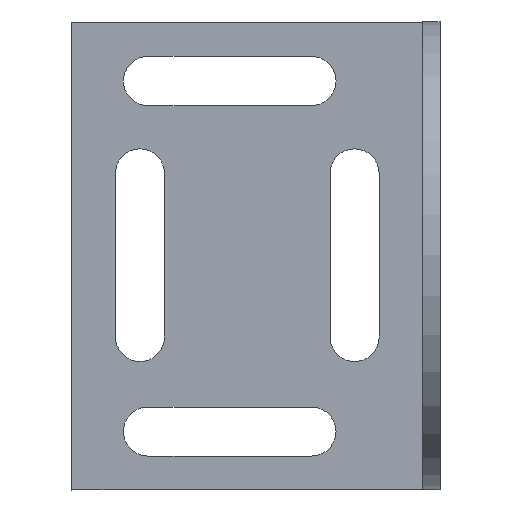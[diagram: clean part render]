
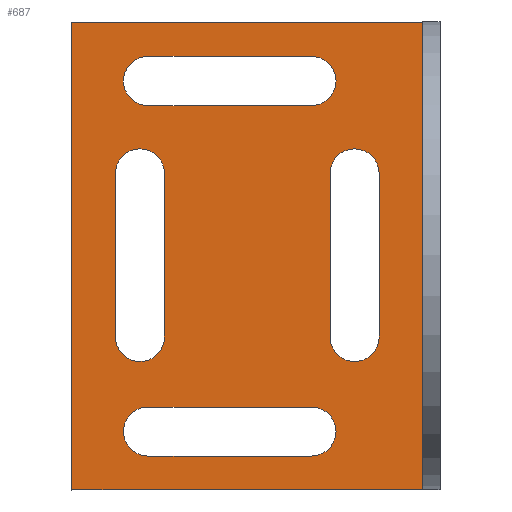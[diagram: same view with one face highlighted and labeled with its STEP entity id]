
A CAD part, top view. The second image highlights one B-rep face of the part: STEP entity #687.
In plain terms, the highlighted planar face has unit normal (0, 0, 1).
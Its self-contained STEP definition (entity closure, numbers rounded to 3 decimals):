
#15=FACE_BOUND('',#139,.T.);
#16=FACE_BOUND('',#140,.T.);
#17=FACE_BOUND('',#141,.T.);
#18=FACE_BOUND('',#142,.T.);
#37=CIRCLE('',#721,2.1);
#39=CIRCLE('',#725,2.1);
#41=CIRCLE('',#729,2.1);
#43=CIRCLE('',#733,2.1);
#45=CIRCLE('',#737,2.1);
#47=CIRCLE('',#741,2.1);
#49=CIRCLE('',#745,2.1);
#51=CIRCLE('',#749,2.1);
#104=FACE_OUTER_BOUND('',#138,.T.);
#138=EDGE_LOOP('',(#526,#527,#528,#529));
#139=EDGE_LOOP('',(#530,#531,#532,#533));
#140=EDGE_LOOP('',(#534,#535,#536,#537));
#141=EDGE_LOOP('',(#538,#539,#540,#541));
#142=EDGE_LOOP('',(#542,#543,#544,#545));
#178=LINE('',#991,#240);
#183=LINE('',#1005,#245);
#186=LINE('',#1015,#248);
#191=LINE('',#1029,#253);
#194=LINE('',#1039,#256);
#199=LINE('',#1053,#261);
#202=LINE('',#1063,#264);
#207=LINE('',#1077,#269);
#210=LINE('',#1087,#272);
#211=LINE('',#1089,#273);
#212=LINE('',#1091,#274);
#213=LINE('',#1092,#275);
#240=VECTOR('',#791,10.);
#245=VECTOR('',#804,10.);
#248=VECTOR('',#815,10.);
#253=VECTOR('',#828,10.);
#256=VECTOR('',#839,10.);
#261=VECTOR('',#852,10.);
#264=VECTOR('',#863,10.);
#269=VECTOR('',#876,10.);
#272=VECTOR('',#887,10.);
#273=VECTOR('',#888,10.);
#274=VECTOR('',#889,10.);
#275=VECTOR('',#890,10.);
#302=VERTEX_POINT('',#989);
#303=VERTEX_POINT('',#990);
#306=VERTEX_POINT('',#998);
#308=VERTEX_POINT('',#1004);
#310=VERTEX_POINT('',#1013);
#311=VERTEX_POINT('',#1014);
#314=VERTEX_POINT('',#1022);
#316=VERTEX_POINT('',#1028);
#318=VERTEX_POINT('',#1037);
#319=VERTEX_POINT('',#1038);
#322=VERTEX_POINT('',#1046);
#324=VERTEX_POINT('',#1052);
#326=VERTEX_POINT('',#1061);
#327=VERTEX_POINT('',#1062);
#330=VERTEX_POINT('',#1070);
#332=VERTEX_POINT('',#1076);
#334=VERTEX_POINT('',#1085);
#335=VERTEX_POINT('',#1086);
#336=VERTEX_POINT('',#1088);
#337=VERTEX_POINT('',#1090);
#366=EDGE_CURVE('',#302,#303,#178,.T.);
#370=EDGE_CURVE('',#306,#302,#37,.T.);
#373=EDGE_CURVE('',#308,#306,#183,.T.);
#376=EDGE_CURVE('',#303,#308,#39,.T.);
#378=EDGE_CURVE('',#310,#311,#186,.T.);
#382=EDGE_CURVE('',#314,#310,#41,.T.);
#385=EDGE_CURVE('',#316,#314,#191,.T.);
#388=EDGE_CURVE('',#311,#316,#43,.T.);
#390=EDGE_CURVE('',#318,#319,#194,.T.);
#394=EDGE_CURVE('',#322,#318,#45,.T.);
#397=EDGE_CURVE('',#324,#322,#199,.T.);
#400=EDGE_CURVE('',#319,#324,#47,.T.);
#402=EDGE_CURVE('',#326,#327,#202,.T.);
#406=EDGE_CURVE('',#330,#326,#49,.T.);
#409=EDGE_CURVE('',#332,#330,#207,.T.);
#412=EDGE_CURVE('',#327,#332,#51,.T.);
#414=EDGE_CURVE('',#334,#335,#210,.T.);
#415=EDGE_CURVE('',#334,#336,#211,.T.);
#416=EDGE_CURVE('',#337,#336,#212,.T.);
#417=EDGE_CURVE('',#335,#337,#213,.T.);
#526=ORIENTED_EDGE('',*,*,#414,.F.);
#527=ORIENTED_EDGE('',*,*,#415,.T.);
#528=ORIENTED_EDGE('',*,*,#416,.F.);
#529=ORIENTED_EDGE('',*,*,#417,.F.);
#530=ORIENTED_EDGE('',*,*,#366,.T.);
#531=ORIENTED_EDGE('',*,*,#376,.T.);
#532=ORIENTED_EDGE('',*,*,#373,.T.);
#533=ORIENTED_EDGE('',*,*,#370,.T.);
#534=ORIENTED_EDGE('',*,*,#378,.T.);
#535=ORIENTED_EDGE('',*,*,#388,.T.);
#536=ORIENTED_EDGE('',*,*,#385,.T.);
#537=ORIENTED_EDGE('',*,*,#382,.T.);
#538=ORIENTED_EDGE('',*,*,#390,.T.);
#539=ORIENTED_EDGE('',*,*,#400,.T.);
#540=ORIENTED_EDGE('',*,*,#397,.T.);
#541=ORIENTED_EDGE('',*,*,#394,.T.);
#542=ORIENTED_EDGE('',*,*,#402,.T.);
#543=ORIENTED_EDGE('',*,*,#412,.T.);
#544=ORIENTED_EDGE('',*,*,#409,.T.);
#545=ORIENTED_EDGE('',*,*,#406,.T.);
#662=PLANE('',#751);
#687=ADVANCED_FACE('',(#104,#15,#16,#17,#18),#662,.T.);
#721=AXIS2_PLACEMENT_3D('',#999,#797,#798);
#725=AXIS2_PLACEMENT_3D('',#1010,#809,#810);
#729=AXIS2_PLACEMENT_3D('',#1023,#821,#822);
#733=AXIS2_PLACEMENT_3D('',#1034,#833,#834);
#737=AXIS2_PLACEMENT_3D('',#1047,#845,#846);
#741=AXIS2_PLACEMENT_3D('',#1058,#857,#858);
#745=AXIS2_PLACEMENT_3D('',#1071,#869,#870);
#749=AXIS2_PLACEMENT_3D('',#1082,#881,#882);
#751=AXIS2_PLACEMENT_3D('',#1084,#885,#886);
#791=DIRECTION('',(0.,1.,0.));
#797=DIRECTION('center_axis',(0.,0.,-1.));
#798=DIRECTION('ref_axis',(-1.,0.,0.));
#804=DIRECTION('',(0.,-1.,0.));
#809=DIRECTION('center_axis',(0.,0.,-1.));
#810=DIRECTION('ref_axis',(1.,0.,0.));
#815=DIRECTION('',(-1.,0.,0.));
#821=DIRECTION('center_axis',(0.,0.,-1.));
#822=DIRECTION('ref_axis',(0.,-1.,0.));
#828=DIRECTION('',(1.,0.,0.));
#833=DIRECTION('center_axis',(0.,0.,-1.));
#834=DIRECTION('ref_axis',(0.,1.,0.));
#839=DIRECTION('',(-1.,0.,0.));
#845=DIRECTION('center_axis',(0.,0.,-1.));
#846=DIRECTION('ref_axis',(0.,-1.,0.));
#852=DIRECTION('',(1.,0.,0.));
#857=DIRECTION('center_axis',(0.,0.,-1.));
#858=DIRECTION('ref_axis',(0.,1.,0.));
#863=DIRECTION('',(0.,1.,0.));
#869=DIRECTION('center_axis',(0.,0.,-1.));
#870=DIRECTION('ref_axis',(-1.,0.,0.));
#876=DIRECTION('',(0.,-1.,0.));
#881=DIRECTION('center_axis',(0.,0.,-1.));
#882=DIRECTION('ref_axis',(1.,0.,0.));
#885=DIRECTION('center_axis',(0.,0.,1.));
#886=DIRECTION('ref_axis',(0.,1.,0.));
#887=DIRECTION('',(0.,-1.,0.));
#888=DIRECTION('',(-1.,0.,0.));
#889=DIRECTION('',(0.,1.,0.));
#890=DIRECTION('',(-1.,0.,0.));
#989=CARTESIAN_POINT('',(-7.915,-6.91,-22.5));
#990=CARTESIAN_POINT('',(-7.915,7.09,-22.5));
#991=CARTESIAN_POINT('',(-7.915,-13.455,-22.5));
#998=CARTESIAN_POINT('',(-3.715,-6.91,-22.5));
#999=CARTESIAN_POINT('Origin',(-5.815,-6.91,-22.5));
#1004=CARTESIAN_POINT('',(-3.715,7.09,-22.5));
#1005=CARTESIAN_POINT('',(-3.715,-6.455,-22.5));
#1010=CARTESIAN_POINT('Origin',(-5.815,7.09,-22.5));
#1013=CARTESIAN_POINT('',(-9.5,12.9,-22.5));
#1014=CARTESIAN_POINT('',(-23.5,12.9,-22.5));
#1015=CARTESIAN_POINT('',(-4.75,12.9,-22.5));
#1022=CARTESIAN_POINT('',(-9.5,17.1,-22.5));
#1023=CARTESIAN_POINT('Origin',(-9.5,15.,-22.5));
#1028=CARTESIAN_POINT('',(-23.5,17.1,-22.5));
#1029=CARTESIAN_POINT('',(-11.75,17.1,-22.5));
#1034=CARTESIAN_POINT('Origin',(-23.5,15.,-22.5));
#1037=CARTESIAN_POINT('',(-9.5,-17.1,-22.5));
#1038=CARTESIAN_POINT('',(-23.5,-17.1,-22.5));
#1039=CARTESIAN_POINT('',(-4.75,-17.1,-22.5));
#1046=CARTESIAN_POINT('',(-9.5,-12.9,-22.5));
#1047=CARTESIAN_POINT('Origin',(-9.5,-15.,-22.5));
#1052=CARTESIAN_POINT('',(-23.5,-12.9,-22.5));
#1053=CARTESIAN_POINT('',(-11.75,-12.9,-22.5));
#1058=CARTESIAN_POINT('Origin',(-23.5,-15.,-22.5));
#1061=CARTESIAN_POINT('',(-26.285,-6.91,-22.5));
#1062=CARTESIAN_POINT('',(-26.285,7.09,-22.5));
#1063=CARTESIAN_POINT('',(-26.285,-13.455,-22.5));
#1070=CARTESIAN_POINT('',(-22.085,-6.91,-22.5));
#1071=CARTESIAN_POINT('Origin',(-24.185,-6.91,-22.5));
#1076=CARTESIAN_POINT('',(-22.085,7.09,-22.5));
#1077=CARTESIAN_POINT('',(-22.085,-6.455,-22.5));
#1082=CARTESIAN_POINT('Origin',(-24.185,7.09,-22.5));
#1084=CARTESIAN_POINT('Origin',(0.,-20.,-22.5));
#1085=CARTESIAN_POINT('',(0.,20.,-22.5));
#1086=CARTESIAN_POINT('',(0.,-20.,-22.5));
#1087=CARTESIAN_POINT('',(0.,-10.,-22.5));
#1088=CARTESIAN_POINT('',(-30.,20.,-22.5));
#1089=CARTESIAN_POINT('',(0.,20.,-22.5));
#1090=CARTESIAN_POINT('',(-30.,-20.,-22.5));
#1091=CARTESIAN_POINT('',(-30.,-20.,-22.5));
#1092=CARTESIAN_POINT('',(0.,-20.,-22.5));
